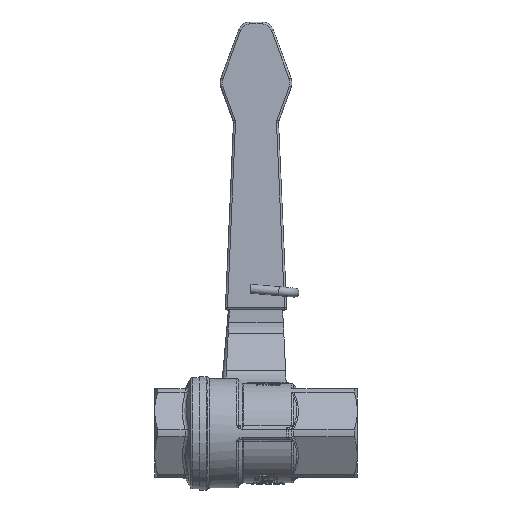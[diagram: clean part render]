
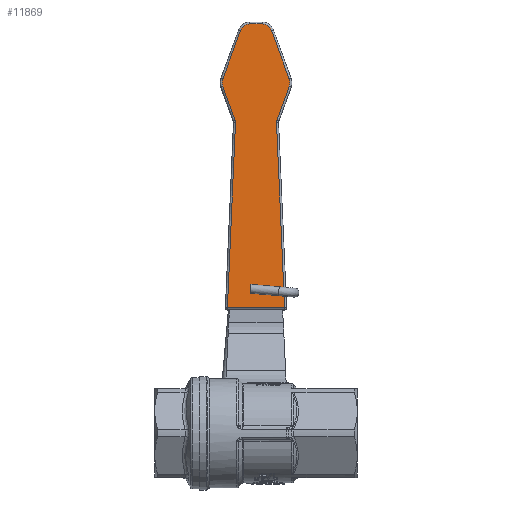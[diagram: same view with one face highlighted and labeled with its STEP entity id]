
A CAD part, front view. The second image highlights one B-rep face of the part: STEP entity #11869.
In plain terms, the highlighted planar face has unit normal (0, -0.999, 0.035).
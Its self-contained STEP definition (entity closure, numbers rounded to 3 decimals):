
#520=PLANE('',#12743);
#1868=FACE_OUTER_BOUND('',#2588,.T.);
#2588=EDGE_LOOP('',(#10440,#10441,#10442,#10443,#10444,#10445,#10446,#10447,
#10448,#10449,#10450,#10451,#10452,#10453));
#3311=LINE('',#26594,#4070);
#3312=LINE('',#26596,#4071);
#3313=LINE('',#26598,#4072);
#3314=LINE('',#26602,#4073);
#3315=LINE('',#26606,#4074);
#3316=LINE('',#26610,#4075);
#3317=LINE('',#26614,#4076);
#3318=LINE('',#26618,#4077);
#4070=VECTOR('',#15037,10.);
#4071=VECTOR('',#15038,10.);
#4072=VECTOR('',#15039,10.);
#4073=VECTOR('',#15042,10.);
#4074=VECTOR('',#15045,10.);
#4075=VECTOR('',#15048,10.);
#4076=VECTOR('',#15051,10.);
#4077=VECTOR('',#15054,10.);
#4532=CIRCLE('',#12744,1.5);
#4533=CIRCLE('',#12745,2.5);
#4534=CIRCLE('',#12746,2.5);
#4535=CIRCLE('',#12747,2.5);
#4536=CIRCLE('',#12748,2.5);
#4537=CIRCLE('',#12749,1.5);
#5582=VERTEX_POINT('',#26592);
#5583=VERTEX_POINT('',#26593);
#5584=VERTEX_POINT('',#26595);
#5585=VERTEX_POINT('',#26597);
#5586=VERTEX_POINT('',#26599);
#5587=VERTEX_POINT('',#26601);
#5588=VERTEX_POINT('',#26603);
#5589=VERTEX_POINT('',#26605);
#5590=VERTEX_POINT('',#26607);
#5591=VERTEX_POINT('',#26609);
#5592=VERTEX_POINT('',#26611);
#5593=VERTEX_POINT('',#26613);
#5594=VERTEX_POINT('',#26615);
#5595=VERTEX_POINT('',#26617);
#7222=EDGE_CURVE('',#5582,#5583,#3311,.T.);
#7223=EDGE_CURVE('',#5584,#5582,#3312,.T.);
#7224=EDGE_CURVE('',#5585,#5584,#3313,.T.);
#7225=EDGE_CURVE('',#5586,#5585,#4532,.T.);
#7226=EDGE_CURVE('',#5587,#5586,#3314,.T.);
#7227=EDGE_CURVE('',#5588,#5587,#4533,.T.);
#7228=EDGE_CURVE('',#5589,#5588,#3315,.T.);
#7229=EDGE_CURVE('',#5590,#5589,#4534,.T.);
#7230=EDGE_CURVE('',#5591,#5590,#3316,.T.);
#7231=EDGE_CURVE('',#5592,#5591,#4535,.T.);
#7232=EDGE_CURVE('',#5593,#5592,#3317,.T.);
#7233=EDGE_CURVE('',#5594,#5593,#4536,.T.);
#7234=EDGE_CURVE('',#5595,#5594,#3318,.T.);
#7235=EDGE_CURVE('',#5583,#5595,#4537,.T.);
#10440=ORIENTED_EDGE('',*,*,#7222,.F.);
#10441=ORIENTED_EDGE('',*,*,#7223,.F.);
#10442=ORIENTED_EDGE('',*,*,#7224,.F.);
#10443=ORIENTED_EDGE('',*,*,#7225,.F.);
#10444=ORIENTED_EDGE('',*,*,#7226,.F.);
#10445=ORIENTED_EDGE('',*,*,#7227,.F.);
#10446=ORIENTED_EDGE('',*,*,#7228,.F.);
#10447=ORIENTED_EDGE('',*,*,#7229,.F.);
#10448=ORIENTED_EDGE('',*,*,#7230,.F.);
#10449=ORIENTED_EDGE('',*,*,#7231,.F.);
#10450=ORIENTED_EDGE('',*,*,#7232,.F.);
#10451=ORIENTED_EDGE('',*,*,#7233,.F.);
#10452=ORIENTED_EDGE('',*,*,#7234,.F.);
#10453=ORIENTED_EDGE('',*,*,#7235,.F.);
#11869=ADVANCED_FACE('',(#1868),#520,.F.);
#12743=AXIS2_PLACEMENT_3D('',#26591,#15035,#15036);
#12744=AXIS2_PLACEMENT_3D('',#26600,#15040,#15041);
#12745=AXIS2_PLACEMENT_3D('',#26604,#15043,#15044);
#12746=AXIS2_PLACEMENT_3D('',#26608,#15046,#15047);
#12747=AXIS2_PLACEMENT_3D('',#26612,#15049,#15050);
#12748=AXIS2_PLACEMENT_3D('',#26616,#15052,#15053);
#12749=AXIS2_PLACEMENT_3D('',#26619,#15055,#15056);
#15035=DIRECTION('center_axis',(0.,0.999,
-0.035));
#15036=DIRECTION('ref_axis',(0.,0.035,0.999));
#15037=DIRECTION('',(0.044,0.035,0.998));
#15038=DIRECTION('',(-1.,0.,0.));
#15039=DIRECTION('',(0.044,-0.035,-0.998));
#15040=DIRECTION('center_axis',(0.,-0.999,
0.035));
#15041=DIRECTION('ref_axis',(-0.988,0.005,0.152));
#15042=DIRECTION('',(-0.342,-0.033,-0.939));
#15043=DIRECTION('center_axis',(0.,0.999,
-0.035));
#15044=DIRECTION('ref_axis',(1.,0.,0.));
#15045=DIRECTION('',(0.342,-0.033,-0.939));
#15046=DIRECTION('center_axis',(0.,0.999,
-0.035));
#15047=DIRECTION('ref_axis',(0.574,0.029,0.819));
#15048=DIRECTION('',(1.,0.,0.));
#15049=DIRECTION('center_axis',(0.,0.999,
-0.035));
#15050=DIRECTION('ref_axis',(-0.574,0.029,0.819));
#15051=DIRECTION('',(0.342,0.033,0.939));
#15052=DIRECTION('center_axis',(0.,0.999,
-0.035));
#15053=DIRECTION('ref_axis',(-1.,0.,0.));
#15054=DIRECTION('',(-0.342,0.033,0.939));
#15055=DIRECTION('center_axis',(0.,-0.999,
0.035));
#15056=DIRECTION('ref_axis',(0.988,0.005,0.152));
#26591=CARTESIAN_POINT('Origin',(16.437,21.036,37.857));
#26592=CARTESIAN_POINT('',(8.758,20.798,31.036));
#26593=CARTESIAN_POINT('',(10.75,22.39,76.633));
#26594=CARTESIAN_POINT('',(9.91,21.719,57.405));
#26595=CARTESIAN_POINT('',(22.86,20.798,31.036));
#26596=CARTESIAN_POINT('',(16.123,20.798,31.036));
#26597=CARTESIAN_POINT('',(20.868,22.39,76.633));
#26598=CARTESIAN_POINT('',(23.156,20.562,24.271));
#26599=CARTESIAN_POINT('',(20.957,22.41,77.211));
#26600=CARTESIAN_POINT('Origin',(22.367,22.393,76.698));
#26601=CARTESIAN_POINT('',(24.03,22.705,85.648));
#26602=CARTESIAN_POINT('',(14.365,21.778,59.11));
#26603=CARTESIAN_POINT('',(24.03,22.765,87.357));
#26604=CARTESIAN_POINT('Origin',(21.681,22.735,86.502));
#26605=CARTESIAN_POINT('',(19.662,23.184,99.349));
#26606=CARTESIAN_POINT('',(31.545,22.044,66.721));
#26607=CARTESIAN_POINT('',(17.313,23.241,100.993));
#26608=CARTESIAN_POINT('Origin',(17.313,23.154,98.495));
#26609=CARTESIAN_POINT('',(14.305,23.241,100.993));
#26610=CARTESIAN_POINT('',(16.123,23.241,100.993));
#26611=CARTESIAN_POINT('',(11.956,23.184,99.349));
#26612=CARTESIAN_POINT('Origin',(14.305,23.154,98.495));
#26613=CARTESIAN_POINT('',(7.588,22.765,87.357));
#26614=CARTESIAN_POINT('',(2.33,22.261,72.919));
#26615=CARTESIAN_POINT('',(7.588,22.705,85.648));
#26616=CARTESIAN_POINT('Origin',(9.937,22.735,86.502));
#26617=CARTESIAN_POINT('',(10.661,22.41,77.211));
#26618=CARTESIAN_POINT('',(15.79,21.919,63.126));
#26619=CARTESIAN_POINT('Origin',(9.251,22.393,76.698));
